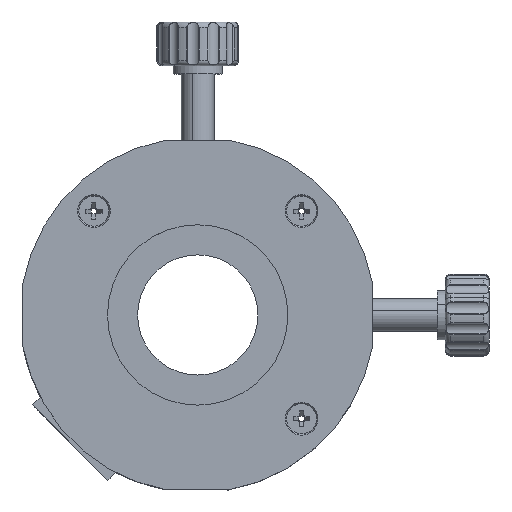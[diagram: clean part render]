
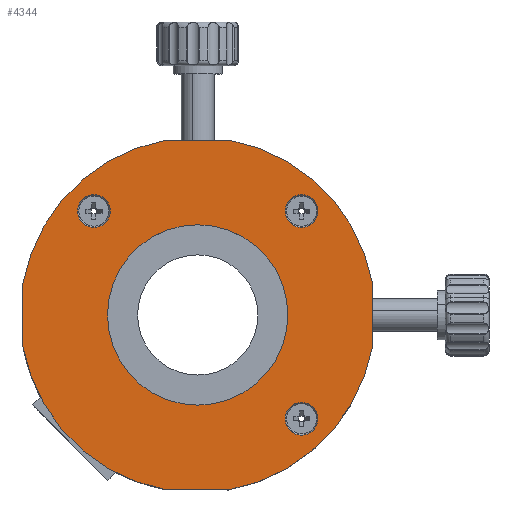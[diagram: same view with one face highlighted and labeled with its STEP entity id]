
A CAD part, top view. The second image highlights one B-rep face of the part: STEP entity #4344.
In plain terms, the highlighted planar face has unit normal (0, 0, 1).
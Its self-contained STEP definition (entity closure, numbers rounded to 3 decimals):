
#123 = PLANE ( 'NONE',  #4442 ) ;
#158 = DIRECTION ( 'NONE',  ( 1., 0., 0. ) ) ;
#172 = VERTEX_POINT ( 'NONE', #3132 ) ;
#174 = VERTEX_POINT ( 'NONE', #10101 ) ;
#226 = CARTESIAN_POINT ( 'NONE',  ( -19., 19., 8. ) ) ;
#257 = CARTESIAN_POINT ( 'NONE',  ( 19., 19., 8. ) ) ;
#271 = AXIS2_PLACEMENT_3D ( 'NONE', #936, #10789, #7626 ) ;
#473 = VERTEX_POINT ( 'NONE', #1711 ) ;
#503 = ORIENTED_EDGE ( 'NONE', *, *, #8214, .F. ) ;
#767 = AXIS2_PLACEMENT_3D ( 'NONE', #13640, #1506, #2687 ) ;
#886 = VERTEX_POINT ( 'NONE', #13366 ) ;
#936 = CARTESIAN_POINT ( 'NONE',  ( 0., 0., 8. ) ) ;
#1004 = CARTESIAN_POINT ( 'NONE',  ( -5.679, 32., 8. ) ) ;
#1194 = CARTESIAN_POINT ( 'NONE',  ( 0., 0., 8. ) ) ;
#1217 = CARTESIAN_POINT ( 'NONE',  ( 19., -19., 8. ) ) ;
#1275 = EDGE_CURVE ( 'NONE', #11429, #7860, #4912, .T. ) ;
#1395 = VERTEX_POINT ( 'NONE', #6150 ) ;
#1439 = FACE_BOUND ( 'NONE', #5203, .T. ) ;
#1506 = DIRECTION ( 'NONE',  ( 0., 0., 1. ) ) ;
#1627 = LINE ( 'NONE', #12666, #5805 ) ;
#1711 = CARTESIAN_POINT ( 'NONE',  ( 5.679, -32., 8. ) ) ;
#1780 = CARTESIAN_POINT ( 'NONE',  ( -19., 19., 8. ) ) ;
#1817 = AXIS2_PLACEMENT_3D ( 'NONE', #1780, #3108, #8618 ) ;
#1896 = EDGE_LOOP ( 'NONE', ( #503, #3955 ) ) ;
#1908 = CARTESIAN_POINT ( 'NONE',  ( 0., 0., 8. ) ) ;
#2098 = DIRECTION ( 'NONE',  ( -1., 0., 0. ) ) ;
#2257 = ORIENTED_EDGE ( 'NONE', *, *, #11033, .T. ) ;
#2324 = DIRECTION ( 'NONE',  ( 0., 0., 1. ) ) ;
#2441 = DIRECTION ( 'NONE',  ( 0., 0., 1. ) ) ;
#2471 = FACE_BOUND ( 'NONE', #1896, .T. ) ;
#2687 = DIRECTION ( 'NONE',  ( -1., 0., 0. ) ) ;
#2751 = EDGE_CURVE ( 'NONE', #174, #886, #10615, .T. ) ;
#2947 = DIRECTION ( 'NONE',  ( 1., 0., 0. ) ) ;
#3068 = AXIS2_PLACEMENT_3D ( 'NONE', #5560, #10104, #5629 ) ;
#3108 = DIRECTION ( 'NONE',  ( 0., 0., 1. ) ) ;
#3112 = CIRCLE ( 'NONE', #767, 3. ) ;
#3132 = CARTESIAN_POINT ( 'NONE',  ( 16.5, 0., 8. ) ) ;
#3133 = ORIENTED_EDGE ( 'NONE', *, *, #9704, .T. ) ;
#3488 = CIRCLE ( 'NONE', #13796, 32.5 ) ;
#3508 = FACE_BOUND ( 'NONE', #5888, .T. ) ;
#3646 = DIRECTION ( 'NONE',  ( 0., 0., 1. ) ) ;
#3799 = ORIENTED_EDGE ( 'NONE', *, *, #12987, .T. ) ;
#3811 = CIRCLE ( 'NONE', #5915, 3. ) ;
#3823 = AXIS2_PLACEMENT_3D ( 'NONE', #1908, #7338, #6234 ) ;
#3920 = VECTOR ( 'NONE', #4615, 1000. ) ;
#3955 = ORIENTED_EDGE ( 'NONE', *, *, #1275, .F. ) ;
#4029 = ORIENTED_EDGE ( 'NONE', *, *, #2751, .T. ) ;
#4041 = CARTESIAN_POINT ( 'NONE',  ( 0., 0., 8. ) ) ;
#4042 = CIRCLE ( 'NONE', #5897, 3. ) ;
#4117 = DIRECTION ( 'NONE',  ( 1., 0., 0. ) ) ;
#4128 = EDGE_CURVE ( 'NONE', #6965, #9739, #3488, .T. ) ;
#4249 = ORIENTED_EDGE ( 'NONE', *, *, #14158, .T. ) ;
#4336 = FACE_BOUND ( 'NONE', #11763, .T. ) ;
#4344 = ADVANCED_FACE ( 'NONE', ( #4336, #2471, #1439, #5777, #3508 ), #123, .T. ) ;
#4412 = CIRCLE ( 'NONE', #1817, 3. ) ;
#4442 = AXIS2_PLACEMENT_3D ( 'NONE', #10114, #2324, #10258 ) ;
#4615 = DIRECTION ( 'NONE',  ( 0., 1., 0. ) ) ;
#4646 = CARTESIAN_POINT ( 'NONE',  ( 32., 5.679, 8. ) ) ;
#4912 = CIRCLE ( 'NONE', #3068, 3. ) ;
#4994 = DIRECTION ( 'NONE',  ( 0., 0., 1. ) ) ;
#5053 = ORIENTED_EDGE ( 'NONE', *, *, #8947, .F. ) ;
#5157 = EDGE_CURVE ( 'NONE', #172, #12188, #11926, .T. ) ;
#5203 = EDGE_LOOP ( 'NONE', ( #13804, #5053 ) ) ;
#5232 = CIRCLE ( 'NONE', #271, 16.5 ) ;
#5377 = ORIENTED_EDGE ( 'NONE', *, *, #5825, .F. ) ;
#5560 = CARTESIAN_POINT ( 'NONE',  ( 19., 19., 8. ) ) ;
#5602 = AXIS2_PLACEMENT_3D ( 'NONE', #1194, #5744, #9195 ) ;
#5629 = DIRECTION ( 'NONE',  ( 0., -1., 0. ) ) ;
#5744 = DIRECTION ( 'NONE',  ( 0., 0., 1. ) ) ;
#5777 = FACE_OUTER_BOUND ( 'NONE', #11667, .T. ) ;
#5805 = VECTOR ( 'NONE', #5903, 1000. ) ;
#5825 = EDGE_CURVE ( 'NONE', #12188, #172, #5232, .T. ) ;
#5888 = EDGE_LOOP ( 'NONE', ( #5377, #8363 ) ) ;
#5897 = AXIS2_PLACEMENT_3D ( 'NONE', #1217, #14378, #2098 ) ;
#5903 = DIRECTION ( 'NONE',  ( -1., 0., 0. ) ) ;
#5915 = AXIS2_PLACEMENT_3D ( 'NONE', #226, #2441, #10292 ) ;
#5992 = ORIENTED_EDGE ( 'NONE', *, *, #11817, .T. ) ;
#6008 = VERTEX_POINT ( 'NONE', #12812 ) ;
#6039 = CARTESIAN_POINT ( 'NONE',  ( -32., 5.679, 8. ) ) ;
#6150 = CARTESIAN_POINT ( 'NONE',  ( -22., 19., 8. ) ) ;
#6154 = CIRCLE ( 'NONE', #14381, 3. ) ;
#6234 = DIRECTION ( 'NONE',  ( 1., 0., 0. ) ) ;
#6550 = DIRECTION ( 'NONE',  ( 0., 0., 1. ) ) ;
#6551 = CARTESIAN_POINT ( 'NONE',  ( 16., -19., 8. ) ) ;
#6588 = VERTEX_POINT ( 'NONE', #4646 ) ;
#6648 = AXIS2_PLACEMENT_3D ( 'NONE', #10154, #6550, #158 ) ;
#6694 = CARTESIAN_POINT ( 'NONE',  ( -16.5, 0., 8. ) ) ;
#6716 = DIRECTION ( 'NONE',  ( 1., 0., 0. ) ) ;
#6965 = VERTEX_POINT ( 'NONE', #1004 ) ;
#7271 = AXIS2_PLACEMENT_3D ( 'NONE', #13018, #11982, #2947 ) ;
#7316 = ORIENTED_EDGE ( 'NONE', *, *, #8164, .F. ) ;
#7338 = DIRECTION ( 'NONE',  ( 0., 0., 1. ) ) ;
#7341 = ORIENTED_EDGE ( 'NONE', *, *, #14252, .F. ) ;
#7626 = DIRECTION ( 'NONE',  ( 1., 0., 0. ) ) ;
#7860 = VERTEX_POINT ( 'NONE', #11808 ) ;
#7904 = VERTEX_POINT ( 'NONE', #10923 ) ;
#8124 = DIRECTION ( 'NONE',  ( 0., -1., 0. ) ) ;
#8164 = EDGE_CURVE ( 'NONE', #12918, #9971, #3112, .T. ) ;
#8214 = EDGE_CURVE ( 'NONE', #7860, #11429, #6154, .T. ) ;
#8221 = VECTOR ( 'NONE', #13516, 1000. ) ;
#8241 = VECTOR ( 'NONE', #6716, 1000. ) ;
#8363 = ORIENTED_EDGE ( 'NONE', *, *, #5157, .F. ) ;
#8527 = CIRCLE ( 'NONE', #6648, 32.5 ) ;
#8618 = DIRECTION ( 'NONE',  ( 1., 0., 0. ) ) ;
#8947 = EDGE_CURVE ( 'NONE', #1395, #9111, #3811, .T. ) ;
#9031 = LINE ( 'NONE', #11080, #8221 ) ;
#9111 = VERTEX_POINT ( 'NONE', #14330 ) ;
#9151 = LINE ( 'NONE', #10103, #3920 ) ;
#9195 = DIRECTION ( 'NONE',  ( 1., 0., 0. ) ) ;
#9704 = EDGE_CURVE ( 'NONE', #6008, #6965, #1627, .T. ) ;
#9739 = VERTEX_POINT ( 'NONE', #6039 ) ;
#9802 = EDGE_CURVE ( 'NONE', #9111, #1395, #4412, .T. ) ;
#9971 = VERTEX_POINT ( 'NONE', #6551 ) ;
#10101 = CARTESIAN_POINT ( 'NONE',  ( -32., -5.679, 8. ) ) ;
#10103 = CARTESIAN_POINT ( 'NONE',  ( 32., -5.679, 8. ) ) ;
#10104 = DIRECTION ( 'NONE',  ( 0., 0., 1. ) ) ;
#10114 = CARTESIAN_POINT ( 'NONE',  ( 0., 0., 8. ) ) ;
#10154 = CARTESIAN_POINT ( 'NONE',  ( 0., 0., 8. ) ) ;
#10233 = EDGE_CURVE ( 'NONE', #6588, #6008, #11738, .T. ) ;
#10258 = DIRECTION ( 'NONE',  ( 1., 0., 0. ) ) ;
#10292 = DIRECTION ( 'NONE',  ( 1., 0., 0. ) ) ;
#10615 = CIRCLE ( 'NONE', #3823, 32.5 ) ;
#10789 = DIRECTION ( 'NONE',  ( 0., 0., 1. ) ) ;
#10923 = CARTESIAN_POINT ( 'NONE',  ( 32., -5.679, 8. ) ) ;
#11033 = EDGE_CURVE ( 'NONE', #473, #7904, #8527, .T. ) ;
#11080 = CARTESIAN_POINT ( 'NONE',  ( -32., -5.679, 8. ) ) ;
#11207 = LINE ( 'NONE', #13563, #8241 ) ;
#11221 = CARTESIAN_POINT ( 'NONE',  ( 19., 22., 8. ) ) ;
#11239 = ORIENTED_EDGE ( 'NONE', *, *, #10233, .T. ) ;
#11429 = VERTEX_POINT ( 'NONE', #11221 ) ;
#11667 = EDGE_LOOP ( 'NONE', ( #11239, #3133, #12101, #3799, #4029, #4249, #2257, #5992 ) ) ;
#11738 = CIRCLE ( 'NONE', #7271, 32.5 ) ;
#11763 = EDGE_LOOP ( 'NONE', ( #7341, #7316 ) ) ;
#11808 = CARTESIAN_POINT ( 'NONE',  ( 19., 16., 8. ) ) ;
#11817 = EDGE_CURVE ( 'NONE', #7904, #6588, #9151, .T. ) ;
#11926 = CIRCLE ( 'NONE', #5602, 16.5 ) ;
#11982 = DIRECTION ( 'NONE',  ( 0., 0., 1. ) ) ;
#12101 = ORIENTED_EDGE ( 'NONE', *, *, #4128, .T. ) ;
#12188 = VERTEX_POINT ( 'NONE', #6694 ) ;
#12666 = CARTESIAN_POINT ( 'NONE',  ( -5.679, 32., 8. ) ) ;
#12812 = CARTESIAN_POINT ( 'NONE',  ( 5.679, 32., 8. ) ) ;
#12918 = VERTEX_POINT ( 'NONE', #14028 ) ;
#12987 = EDGE_CURVE ( 'NONE', #9739, #174, #9031, .T. ) ;
#13018 = CARTESIAN_POINT ( 'NONE',  ( 0., 0., 8. ) ) ;
#13366 = CARTESIAN_POINT ( 'NONE',  ( -5.679, -32., 8. ) ) ;
#13516 = DIRECTION ( 'NONE',  ( 0., -1., 0. ) ) ;
#13563 = CARTESIAN_POINT ( 'NONE',  ( -5.679, -32., 8. ) ) ;
#13640 = CARTESIAN_POINT ( 'NONE',  ( 19., -19., 8. ) ) ;
#13796 = AXIS2_PLACEMENT_3D ( 'NONE', #4041, #4994, #4117 ) ;
#13804 = ORIENTED_EDGE ( 'NONE', *, *, #9802, .F. ) ;
#14028 = CARTESIAN_POINT ( 'NONE',  ( 22., -19., 8. ) ) ;
#14158 = EDGE_CURVE ( 'NONE', #886, #473, #11207, .T. ) ;
#14252 = EDGE_CURVE ( 'NONE', #9971, #12918, #4042, .T. ) ;
#14330 = CARTESIAN_POINT ( 'NONE',  ( -16., 19., 8. ) ) ;
#14378 = DIRECTION ( 'NONE',  ( 0., 0., 1. ) ) ;
#14381 = AXIS2_PLACEMENT_3D ( 'NONE', #257, #3646, #8124 ) ;
